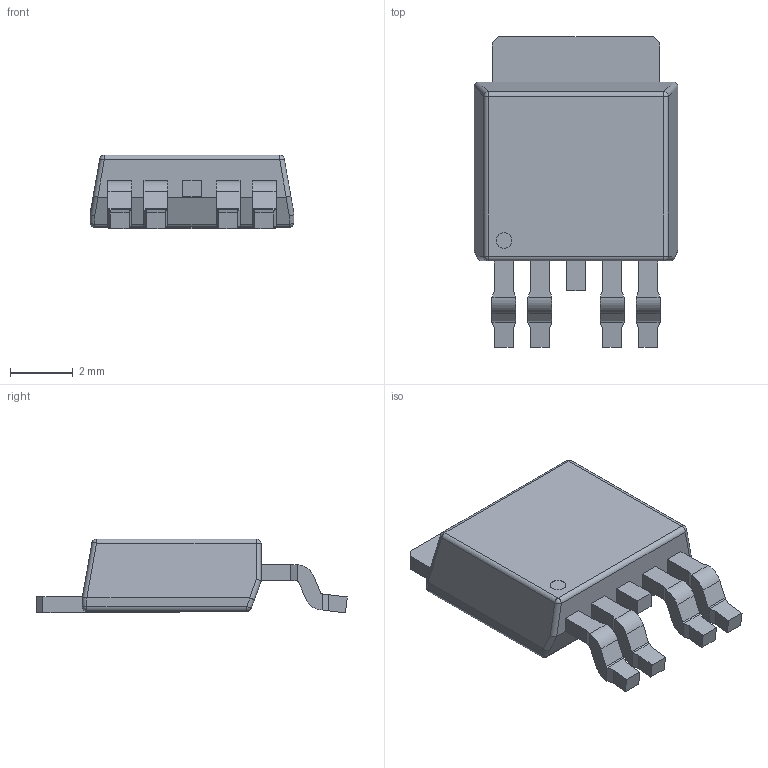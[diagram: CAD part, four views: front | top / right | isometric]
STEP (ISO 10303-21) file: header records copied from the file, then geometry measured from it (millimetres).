
FILE_DESCRIPTION(/* description */ ('model of DPAK-5'),/* implementation_level */ '2;1');
FILE_NAME(/* name */ 'DPAK-5.stp',/* time_stamp */ '2015-12-05T22:24:27',/* author */ ('Joan The Spark',''),/* organization */ (''),/* preprocessor_version */ '',/* originating_system */ '',/* authorisation */ '');
FILE_SCHEMA (('AUTOMOTIVE_DESIGN { 1 0 10303 214 3 1 1 }'));
Length unit declared in the file: millimetre
Products named in the file (1): DPAK-5
Bounding box: 6.5 x 9.9 x 2.35 mm (x, y, z)
Volume: 88 mm3; surface area: 168.9 mm2
Topology: 1 solids, 1 shells, 141 faces, 351 edges, 218 vertices
Faces by surface type: plane 97, cylinder 36, sphere 8
Full cylindrical faces by diameter (mm): 0.5 x1
Entity records: 4188 total; most frequent: CARTESIAN_POINT 710, DIRECTION 708, ORIENTED_EDGE 700, EDGE_CURVE 350, LINE 276, VECTOR 276, VERTEX_POINT 218, AXIS2_PLACEMENT_3D 216
